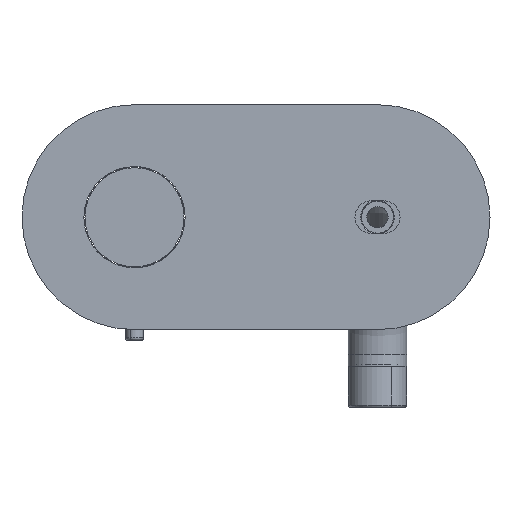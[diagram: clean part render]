
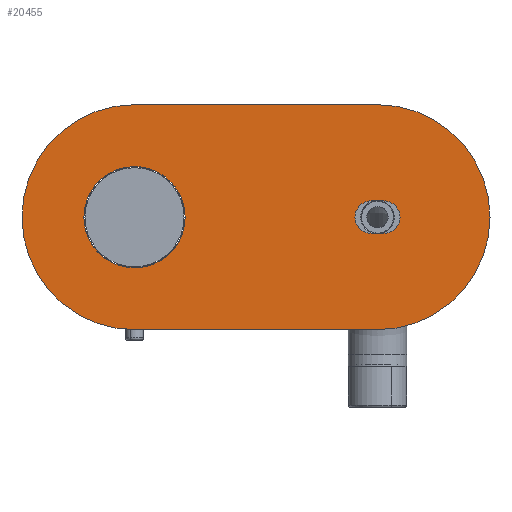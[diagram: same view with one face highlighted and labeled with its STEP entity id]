
A CAD part, front view. The second image highlights one B-rep face of the part: STEP entity #20455.
In plain terms, the highlighted planar face has unit normal (0, -1, 0).
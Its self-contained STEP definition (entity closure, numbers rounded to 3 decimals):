
#1052=CARTESIAN_POINT('Axis2P3D Location',(0.,0.,0.)) ;
#7997=CARTESIAN_POINT('Vertex',(54.,0.,-50.)) ;
#8002=CARTESIAN_POINT('Line Origine',(0.,0.,-50.)) ;
#8006=CARTESIAN_POINT('Vertex',(-54.,0.,-50.)) ;
#8045=CARTESIAN_POINT('Vertex',(51.25,0.,-7.25)) ;
#8050=CARTESIAN_POINT('Line Origine',(54.,0.,-7.25)) ;
#8054=CARTESIAN_POINT('Vertex',(56.75,0.,-7.25)) ;
#8095=CARTESIAN_POINT('Vertex',(-31.5,0.,0.)) ;
#8098=CARTESIAN_POINT('Axis2P3D Location',(-54.,0.,0.)) ;
#8102=CARTESIAN_POINT('Vertex',(-43.213,0.,19.746)) ;
#8105=CARTESIAN_POINT('Axis2P3D Location',(-54.,0.,0.)) ;
#8109=CARTESIAN_POINT('Vertex',(-76.5,0.,0.)) ;
#8144=CARTESIAN_POINT('Vertex',(-54.,0.,50.)) ;
#8147=CARTESIAN_POINT('Line Origine',(0.,0.,50.)) ;
#8151=CARTESIAN_POINT('Vertex',(54.,0.,50.)) ;
#8185=CARTESIAN_POINT('Vertex',(56.75,0.,7.25)) ;
#8188=CARTESIAN_POINT('Line Origine',(54.,0.,7.25)) ;
#8192=CARTESIAN_POINT('Vertex',(51.25,0.,7.25)) ;
#8213=CARTESIAN_POINT('Axis2P3D Location',(54.,0.,0.)) ;
#8217=CARTESIAN_POINT('Vertex',(104.,0.,0.)) ;
#8232=CARTESIAN_POINT('Axis2P3D Location',(54.,0.,0.)) ;
#8252=CARTESIAN_POINT('Axis2P3D Location',(56.75,0.,0.)) ;
#8256=CARTESIAN_POINT('Vertex',(64.,0.,0.)) ;
#8259=CARTESIAN_POINT('Axis2P3D Location',(56.75,0.,0.)) ;
#8291=CARTESIAN_POINT('Axis2P3D Location',(51.25,0.,0.)) ;
#8295=CARTESIAN_POINT('Vertex',(44.,0.,0.)) ;
#8310=CARTESIAN_POINT('Axis2P3D Location',(51.25,0.,0.)) ;
#8330=CARTESIAN_POINT('Axis2P3D Location',(-54.,0.,0.)) ;
#8334=CARTESIAN_POINT('Vertex',(-104.,0.,0.)) ;
#8337=CARTESIAN_POINT('Axis2P3D Location',(-54.,0.,0.)) ;
#20405=CARTESIAN_POINT('Axis2P3D Location',(-54.,0.,0.)) ;
#20409=CARTESIAN_POINT('Vertex',(-64.787,0.,-19.746)) ;
#20412=CARTESIAN_POINT('Axis2P3D Location',(-54.,0.,0.)) ;
#8004=VECTOR('Line Direction',#8003,1.) ;
#8052=VECTOR('Line Direction',#8051,1.) ;
#8149=VECTOR('Line Direction',#8148,1.) ;
#8190=VECTOR('Line Direction',#8189,1.) ;
#1053=DIRECTION('Axis2P3D Direction',(0.,1.,-0.)) ;
#1054=DIRECTION('Axis2P3D XDirection',(-1.,0.,0.)) ;
#8003=DIRECTION('Vector Direction',(1.,0.,0.)) ;
#8051=DIRECTION('Vector Direction',(-1.,0.,0.)) ;
#8099=DIRECTION('Axis2P3D Direction',(-0.,-1.,-0.)) ;
#8106=DIRECTION('Axis2P3D Direction',(-0.,-1.,-0.)) ;
#8148=DIRECTION('Vector Direction',(1.,0.,0.)) ;
#8189=DIRECTION('Vector Direction',(-1.,0.,0.)) ;
#8214=DIRECTION('Axis2P3D Direction',(0.,1.,-0.)) ;
#8233=DIRECTION('Axis2P3D Direction',(0.,1.,-0.)) ;
#8253=DIRECTION('Axis2P3D Direction',(0.,1.,-0.)) ;
#8260=DIRECTION('Axis2P3D Direction',(0.,1.,-0.)) ;
#8292=DIRECTION('Axis2P3D Direction',(0.,1.,-0.)) ;
#8311=DIRECTION('Axis2P3D Direction',(0.,1.,-0.)) ;
#8331=DIRECTION('Axis2P3D Direction',(0.,1.,-0.)) ;
#8338=DIRECTION('Axis2P3D Direction',(0.,1.,-0.)) ;
#20406=DIRECTION('Axis2P3D Direction',(-0.,1.,0.)) ;
#20413=DIRECTION('Axis2P3D Direction',(-0.,1.,0.)) ;
#1055=AXIS2_PLACEMENT_3D('Plane Axis2P3D',#1052,#1053,#1054) ;
#8100=AXIS2_PLACEMENT_3D('Circle Axis2P3D',#8098,#8099,$) ;
#8107=AXIS2_PLACEMENT_3D('Circle Axis2P3D',#8105,#8106,$) ;
#8215=AXIS2_PLACEMENT_3D('Circle Axis2P3D',#8213,#8214,$) ;
#8234=AXIS2_PLACEMENT_3D('Circle Axis2P3D',#8232,#8233,$) ;
#8254=AXIS2_PLACEMENT_3D('Circle Axis2P3D',#8252,#8253,$) ;
#8261=AXIS2_PLACEMENT_3D('Circle Axis2P3D',#8259,#8260,$) ;
#8293=AXIS2_PLACEMENT_3D('Circle Axis2P3D',#8291,#8292,$) ;
#8312=AXIS2_PLACEMENT_3D('Circle Axis2P3D',#8310,#8311,$) ;
#8332=AXIS2_PLACEMENT_3D('Circle Axis2P3D',#8330,#8331,$) ;
#8339=AXIS2_PLACEMENT_3D('Circle Axis2P3D',#8337,#8338,$) ;
#20407=AXIS2_PLACEMENT_3D('Circle Axis2P3D',#20405,#20406,$) ;
#20414=AXIS2_PLACEMENT_3D('Circle Axis2P3D',#20412,#20413,$) ;
#8005=LINE('Line',#8002,#8004) ;
#8053=LINE('Line',#8050,#8052) ;
#8150=LINE('Line',#8147,#8149) ;
#8191=LINE('Line',#8188,#8190) ;
#8101=CIRCLE('generated circle',#8100,22.5) ;
#8108=CIRCLE('generated circle',#8107,22.5) ;
#8216=CIRCLE('generated circle',#8215,50.) ;
#8235=CIRCLE('generated circle',#8234,50.) ;
#8255=CIRCLE('generated circle',#8254,7.25) ;
#8262=CIRCLE('generated circle',#8261,7.25) ;
#8294=CIRCLE('generated circle',#8293,7.25) ;
#8313=CIRCLE('generated circle',#8312,7.25) ;
#8333=CIRCLE('generated circle',#8332,50.) ;
#8340=CIRCLE('generated circle',#8339,50.) ;
#20408=CIRCLE('generated circle',#20407,22.5) ;
#20415=CIRCLE('generated circle',#20414,22.5) ;
#1056=PLANE('',#1055) ;
#20448=FACE_BOUND('',#20441,.T.) ;
#20454=FACE_BOUND('',#20449,.T.) ;
#8008=EDGE_CURVE('',#7998,#8007,#8005,.F.) ;
#8056=EDGE_CURVE('',#8046,#8055,#8053,.F.) ;
#8104=EDGE_CURVE('',#8103,#8096,#8101,.F.) ;
#8111=EDGE_CURVE('',#8110,#8103,#8108,.F.) ;
#8153=EDGE_CURVE('',#8152,#8145,#8150,.F.) ;
#8194=EDGE_CURVE('',#8193,#8186,#8191,.F.) ;
#8219=EDGE_CURVE('',#8218,#7998,#8216,.T.) ;
#8236=EDGE_CURVE('',#8218,#8152,#8235,.F.) ;
#8258=EDGE_CURVE('',#8055,#8257,#8255,.F.) ;
#8263=EDGE_CURVE('',#8186,#8257,#8262,.T.) ;
#8297=EDGE_CURVE('',#8296,#8046,#8294,.F.) ;
#8314=EDGE_CURVE('',#8296,#8193,#8313,.T.) ;
#8336=EDGE_CURVE('',#8007,#8335,#8333,.T.) ;
#8341=EDGE_CURVE('',#8145,#8335,#8340,.F.) ;
#20411=EDGE_CURVE('',#20410,#8110,#20408,.T.) ;
#20416=EDGE_CURVE('',#20410,#8096,#20415,.F.) ;
#20434=ORIENTED_EDGE('',*,*,#8236,.T.) ;
#20435=ORIENTED_EDGE('',*,*,#8153,.T.) ;
#20436=ORIENTED_EDGE('',*,*,#8341,.T.) ;
#20437=ORIENTED_EDGE('',*,*,#8336,.F.) ;
#20438=ORIENTED_EDGE('',*,*,#8008,.F.) ;
#20439=ORIENTED_EDGE('',*,*,#8219,.F.) ;
#20442=ORIENTED_EDGE('',*,*,#8263,.T.) ;
#20443=ORIENTED_EDGE('',*,*,#8258,.F.) ;
#20444=ORIENTED_EDGE('',*,*,#8056,.F.) ;
#20445=ORIENTED_EDGE('',*,*,#8297,.F.) ;
#20446=ORIENTED_EDGE('',*,*,#8314,.T.) ;
#20447=ORIENTED_EDGE('',*,*,#8194,.T.) ;
#20450=ORIENTED_EDGE('',*,*,#8111,.T.) ;
#20451=ORIENTED_EDGE('',*,*,#8104,.T.) ;
#20452=ORIENTED_EDGE('',*,*,#20416,.F.) ;
#20453=ORIENTED_EDGE('',*,*,#20411,.T.) ;
#20433=EDGE_LOOP('',(#20434,#20435,#20436,#20437,#20438,#20439)) ;
#20441=EDGE_LOOP('',(#20442,#20443,#20444,#20445,#20446,#20447)) ;
#20449=EDGE_LOOP('',(#20450,#20451,#20452,#20453)) ;
#7998=VERTEX_POINT('',#7997) ;
#8007=VERTEX_POINT('',#8006) ;
#8046=VERTEX_POINT('',#8045) ;
#8055=VERTEX_POINT('',#8054) ;
#8096=VERTEX_POINT('',#8095) ;
#8103=VERTEX_POINT('',#8102) ;
#8110=VERTEX_POINT('',#8109) ;
#8145=VERTEX_POINT('',#8144) ;
#8152=VERTEX_POINT('',#8151) ;
#8186=VERTEX_POINT('',#8185) ;
#8193=VERTEX_POINT('',#8192) ;
#8218=VERTEX_POINT('',#8217) ;
#8257=VERTEX_POINT('',#8256) ;
#8296=VERTEX_POINT('',#8295) ;
#8335=VERTEX_POINT('',#8334) ;
#20410=VERTEX_POINT('',#20409) ;
#20455=ADVANCED_FACE('PartBody',(#20440,#20448,#20454),#1056,.F.) ;
#20440=FACE_OUTER_BOUND('',#20433,.T.) ;
